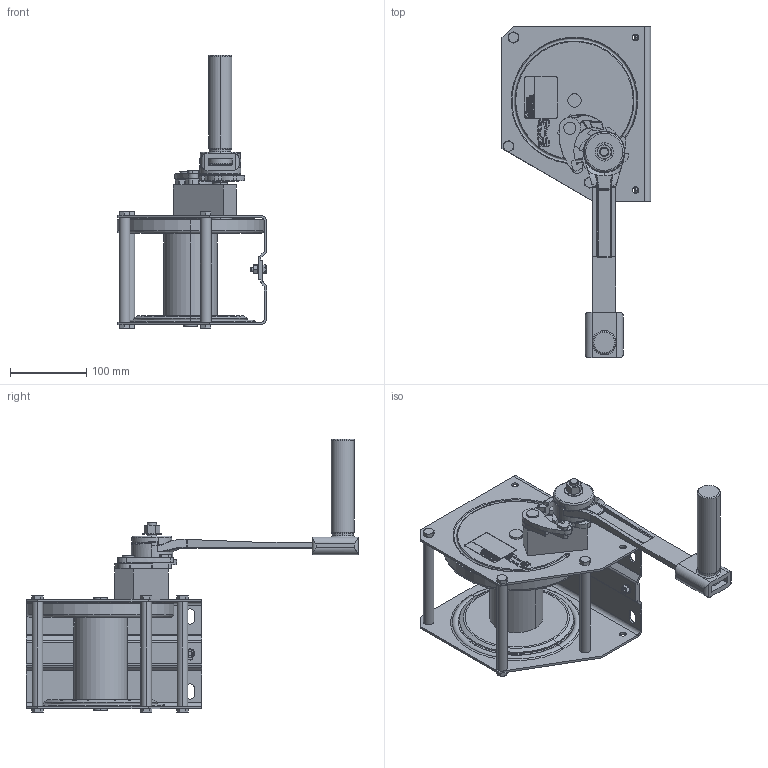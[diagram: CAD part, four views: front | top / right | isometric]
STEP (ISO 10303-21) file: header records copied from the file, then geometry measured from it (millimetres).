
FILE_DESCRIPTION(('Creo Elements/Direct Modeling STEP Export'),'2;1');
FILE_NAME('yyy.stp','2022-07-06T14:25:44',(''),(''),'Creo Elements/Direct Modeling STEP processor for AP214 (Solid Model)','Creo Elements/Direct Modeling 20.1C 13-Oct-2019 (C) Parametric Technology GmbH','');
FILE_SCHEMA(('AUTOMOTIVE_DESIGN { 1 0 10303 214 1 1 1 1 }'));
Products named in the file (4): Seilwinde_204818.1; Seilwinde_205347; 205331; 205331.stp
Assembly tree (3 placements, depth 4):
  205331.stp
    205331
      Seilwinde_205347
        Seilwinde_204818.1
Bounding box: 196 x 435.05 x 358.11 mm (x, y, z)
Volume: 1565350.4 mm3; surface area: 476130.1 mm2
Topology: 1 solids, 16 shells, 1284 faces, 6693 edges, 5606 vertices
Faces by surface type: cylinder 484, plane 460, cone 179, bspline 90, torus 61, sphere 6, extrusion 4
Entity records: 92780 total; most frequent: CARTESIAN_POINT 38284, ORIENTED_EDGE 13332, DIRECTION 8552, EDGE_CURVE 6666, VERTEX_POINT 5606, VECTOR 4782, LINE 4778, AXIS2_PLACEMENT_3D 1885
